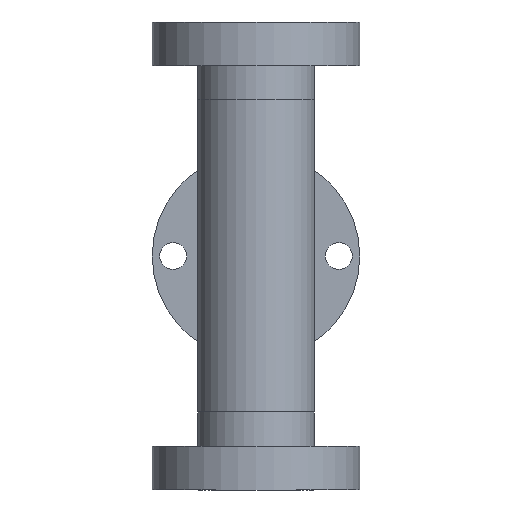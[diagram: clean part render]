
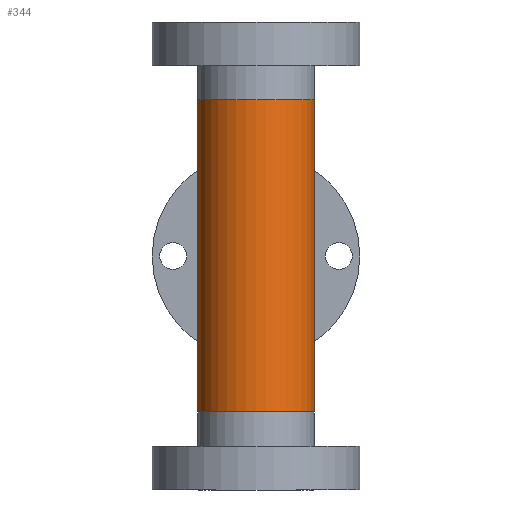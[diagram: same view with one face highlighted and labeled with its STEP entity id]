
A CAD part, front view. The second image highlights one B-rep face of the part: STEP entity #344.
In plain terms, the highlighted cylindrical face has radius 9.525 mm (diameter 19.05 mm), a full revolution.
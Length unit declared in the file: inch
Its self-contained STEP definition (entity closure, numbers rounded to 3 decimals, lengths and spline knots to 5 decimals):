
#134=CARTESIAN_POINT('',(0.375,0.0,1.0));
#135=VERTEX_POINT('',#134);
#189=CARTESIAN_POINT('',(-0.375,0.0,1.0));
#190=VERTEX_POINT('',#189);
#198=CARTESIAN_POINT('',(0.0,0.0,1.0));
#199=DIRECTION('',(0.0,-0.707,0.707));
#200=DIRECTION('',(0.0,-0.707,-0.707));
#201=AXIS2_PLACEMENT_3D('',#198,#199,#200);
#202=ELLIPSE('',#201,0.53033,0.375);
#203=EDGE_CURVE('',#135,#190,#202,.T.);
#246=CARTESIAN_POINT('',(0.0,0.0,1.0));
#247=DIRECTION('',(0.0,-0.707,-0.707));
#248=DIRECTION('',(0.0,0.707,-0.707));
#249=AXIS2_PLACEMENT_3D('',#246,#247,#248);
#250=ELLIPSE('',#249,0.53033,0.375);
#251=EDGE_CURVE('',#190,#135,#250,.T.);
#313=CARTESIAN_POINT('',(0.0,0.0,0.0));
#314=DIRECTION('',(0.0,0.0,1.0));
#315=DIRECTION('',(-1.0,0.0,0.0));
#316=AXIS2_PLACEMENT_3D('',#313,#314,#315);
#317=CYLINDRICAL_SURFACE('',#316,0.375);
#318=CARTESIAN_POINT('',(0.375,0.,2.0));
#319=VERTEX_POINT('',#318);
#320=CARTESIAN_POINT('',(0.0,0.0,2.0));
#321=DIRECTION('',(0.0,0.0,-1.0));
#322=DIRECTION('',(-1.0,0.0,0.0));
#323=AXIS2_PLACEMENT_3D('',#320,#321,#322);
#324=CIRCLE('',#323,0.375);
#325=EDGE_CURVE('',#319,#319,#324,.T.);
#326=ORIENTED_EDGE('',*,*,#325,.T.);
#327=EDGE_LOOP('',(#326));
#328=FACE_OUTER_BOUND('',#327,.T.);
#329=ORIENTED_EDGE('',*,*,#203,.T.);
#330=ORIENTED_EDGE('',*,*,#251,.T.);
#331=EDGE_LOOP('',(#329,#330));
#332=FACE_BOUND('',#331,.T.);
#333=CARTESIAN_POINT('',(0.375,0.,0.0));
#334=VERTEX_POINT('',#333);
#335=CARTESIAN_POINT('',(0.0,0.0,0.0));
#336=DIRECTION('',(0.0,0.0,-1.0));
#337=DIRECTION('',(-1.0,0.0,0.0));
#338=AXIS2_PLACEMENT_3D('',#335,#336,#337);
#339=CIRCLE('',#338,0.375);
#340=EDGE_CURVE('',#334,#334,#339,.T.);
#341=ORIENTED_EDGE('',*,*,#340,.F.);
#342=EDGE_LOOP('',(#341));
#343=FACE_BOUND('',#342,.T.);
#344=ADVANCED_FACE('',(#328,#332,#343),#317,.T.);
